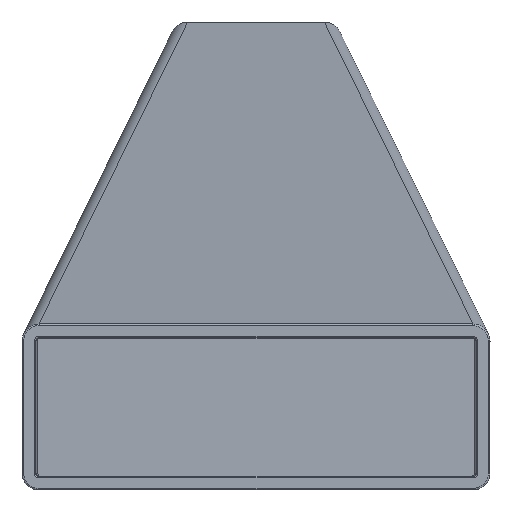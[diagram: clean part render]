
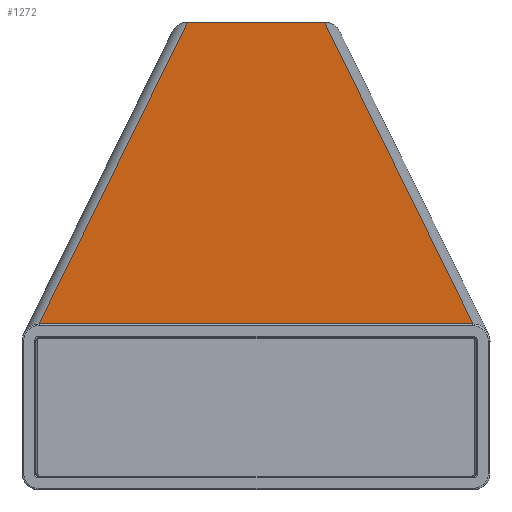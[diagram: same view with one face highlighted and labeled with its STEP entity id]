
A CAD part, front view. The second image highlights one B-rep face of the part: STEP entity #1272.
In plain terms, the highlighted planar face has unit normal (0, -0.259, 0.966).
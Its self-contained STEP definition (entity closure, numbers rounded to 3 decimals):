
#166=DIRECTION('',(1.,0.,0.));
#167=VECTOR('',#166,24.866);
#168=CARTESIAN_POINT('',(-12.433,204.622,84.899));
#169=LINE('',#168,#167);
#170=DIRECTION('',(0.126,-0.958,-0.257));
#171=VECTOR('',#170,213.315);
#172=CARTESIAN_POINT('',(12.433,204.622,84.899));
#173=LINE('',#172,#171);
#174=DIRECTION('',(-1.,0.,0.));
#175=VECTOR('',#174,78.685);
#176=CARTESIAN_POINT('',(39.343,0.222,30.13));
#177=LINE('',#176,#175);
#178=DIRECTION('',(-0.126,-0.958,-0.257));
#179=VECTOR('',#178,213.315);
#180=CARTESIAN_POINT('',(-12.433,204.622,84.899));
#181=LINE('',#180,#179);
#355=CARTESIAN_POINT('',(-12.433,204.622,84.899));
#357=CARTESIAN_POINT('',(-39.343,0.222,30.13));
#455=CARTESIAN_POINT('',(12.433,204.622,84.899));
#473=CARTESIAN_POINT('',(39.343,0.222,30.13));
#726=VERTEX_POINT('',#455);
#745=VERTEX_POINT('',#355);
#748=VERTEX_POINT('',#357);
#767=VERTEX_POINT('',#473);
#1258=CARTESIAN_POINT('',(-46.352,205.,85.));
#1259=DIRECTION('',(0.,-0.259,0.966));
#1260=DIRECTION('',(1.,0.,0.));
#1261=AXIS2_PLACEMENT_3D('',#1258,#1259,#1260);
#1262=PLANE('',#1261);
#1264=ORIENTED_EDGE('',*,*,#1263,.T.);
#1266=ORIENTED_EDGE('',*,*,#1265,.T.);
#1267=ORIENTED_EDGE('',*,*,#1252,.T.);
#1269=ORIENTED_EDGE('',*,*,#1268,.F.);
#1270=EDGE_LOOP('',(#1264,#1266,#1267,#1269));
#1271=FACE_OUTER_BOUND('',#1270,.F.);
#1272=ADVANCED_FACE('',(#1271),#1262,.T.);
#1252=EDGE_CURVE('',#767,#748,#177,.T.);
#1263=EDGE_CURVE('',#745,#726,#169,.T.);
#1265=EDGE_CURVE('',#726,#767,#173,.T.);
#1268=EDGE_CURVE('',#745,#748,#181,.T.);
